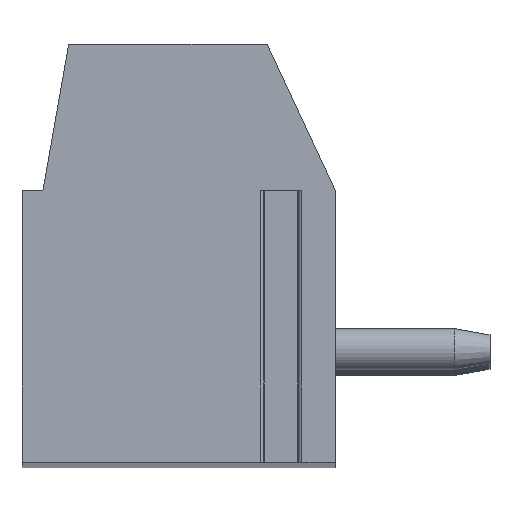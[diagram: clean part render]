
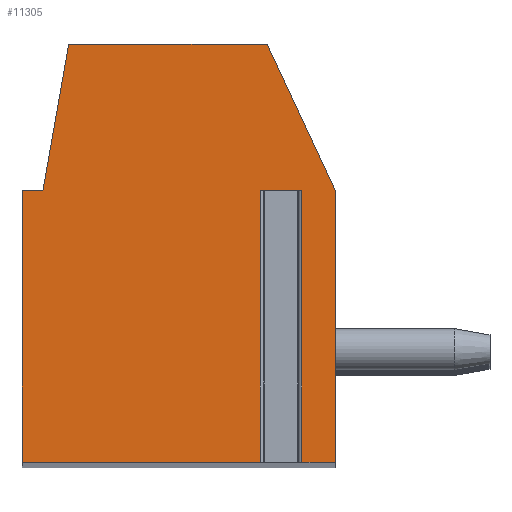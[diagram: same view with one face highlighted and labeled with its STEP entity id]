
A CAD part, top view. The second image highlights one B-rep face of the part: STEP entity #11305.
In plain terms, the highlighted planar face has unit normal (0, 0, 1).
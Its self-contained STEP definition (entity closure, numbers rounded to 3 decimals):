
#161=DIRECTION('',(-1.,0.,0.));
#162=VECTOR('',#161,0.996);
#163=CARTESIAN_POINT('',(2.948,1.5,72.5));
#164=LINE('',#163,#162);
#165=DIRECTION('',(0.,-1.,0.));
#166=VECTOR('',#165,6.5);
#167=CARTESIAN_POINT('',(1.952,1.5,72.5));
#168=LINE('',#167,#166);
#169=DIRECTION('',(1.,0.,0.));
#170=VECTOR('',#169,5.702);
#171=CARTESIAN_POINT('',(-3.75,-5.,72.5));
#172=LINE('',#171,#170);
#173=DIRECTION('',(0.,-1.,0.));
#174=VECTOR('',#173,6.5);
#175=CARTESIAN_POINT('',(-3.75,1.5,72.5));
#176=LINE('',#175,#174);
#177=DIRECTION('',(-1.,0.,0.));
#178=VECTOR('',#177,0.5);
#179=CARTESIAN_POINT('',(-3.25,1.5,72.5));
#180=LINE('',#179,#178);
#181=DIRECTION('',(-0.174,-0.985,0.));
#182=VECTOR('',#181,3.554);
#183=CARTESIAN_POINT('',(-2.633,5.,72.5));
#184=LINE('',#183,#182);
#185=DIRECTION('',(-1.,0.,0.));
#186=VECTOR('',#185,4.751);
#187=CARTESIAN_POINT('',(2.118,5.,72.5));
#188=LINE('',#187,#186);
#189=DIRECTION('',(-0.423,0.906,0.));
#190=VECTOR('',#189,3.862);
#191=CARTESIAN_POINT('',(3.75,1.5,72.5));
#192=LINE('',#191,#190);
#193=DIRECTION('',(0.,1.,0.));
#194=VECTOR('',#193,6.5);
#195=CARTESIAN_POINT('',(3.75,-5.,72.5));
#196=LINE('',#195,#194);
#197=DIRECTION('',(1.,0.,0.));
#198=VECTOR('',#197,0.802);
#199=CARTESIAN_POINT('',(2.948,-5.,72.5));
#200=LINE('',#199,#198);
#201=DIRECTION('',(0.,-1.,0.));
#202=VECTOR('',#201,6.5);
#203=CARTESIAN_POINT('',(2.948,1.5,72.5));
#204=LINE('',#203,#202);
#8779=CARTESIAN_POINT('',(3.75,-5.,72.5));
#8780=CARTESIAN_POINT('',(3.75,1.5,72.5));
#8781=VERTEX_POINT('',#8779);
#8782=VERTEX_POINT('',#8780);
#8783=CARTESIAN_POINT('',(2.118,5.,72.5));
#8784=VERTEX_POINT('',#8783);
#8785=CARTESIAN_POINT('',(-2.633,5.,72.5));
#8786=VERTEX_POINT('',#8785);
#8787=CARTESIAN_POINT('',(-3.25,1.5,72.5));
#8788=VERTEX_POINT('',#8787);
#8789=CARTESIAN_POINT('',(-3.75,1.5,72.5));
#8790=VERTEX_POINT('',#8789);
#8791=CARTESIAN_POINT('',(-3.75,-5.,72.5));
#8792=VERTEX_POINT('',#8791);
#8837=CARTESIAN_POINT('',(2.948,1.5,72.5));
#8838=CARTESIAN_POINT('',(1.952,1.5,72.5));
#8839=VERTEX_POINT('',#8837);
#8840=VERTEX_POINT('',#8838);
#8841=CARTESIAN_POINT('',(2.948,-5.,72.5));
#8842=VERTEX_POINT('',#8841);
#8843=CARTESIAN_POINT('',(1.952,-5.,72.5));
#8844=VERTEX_POINT('',#8843);
#11279=CARTESIAN_POINT('',(0.,0.,72.5));
#11280=DIRECTION('',(0.,0.,1.));
#11281=DIRECTION('',(1.,0.,0.));
#11282=AXIS2_PLACEMENT_3D('',#11279,#11280,#11281);
#11283=PLANE('',#11282);
#11285=ORIENTED_EDGE('',*,*,#11284,.T.);
#11287=ORIENTED_EDGE('',*,*,#11286,.T.);
#11288=ORIENTED_EDGE('',*,*,#11247,.F.);
#11290=ORIENTED_EDGE('',*,*,#11289,.F.);
#11292=ORIENTED_EDGE('',*,*,#11291,.F.);
#11294=ORIENTED_EDGE('',*,*,#11293,.F.);
#11296=ORIENTED_EDGE('',*,*,#11295,.F.);
#11298=ORIENTED_EDGE('',*,*,#11297,.F.);
#11300=ORIENTED_EDGE('',*,*,#11299,.F.);
#11301=ORIENTED_EDGE('',*,*,#11226,.F.);
#11302=ORIENTED_EDGE('',*,*,#11269,.F.);
#11303=EDGE_LOOP('',(#11285,#11287,#11288,#11290,#11292,#11294,#11296,#11298,
#11300,#11301,#11302));
#11304=FACE_OUTER_BOUND('',#11303,.F.);
#11226=EDGE_CURVE('',#8842,#8781,#200,.T.);
#11247=EDGE_CURVE('',#8792,#8844,#172,.T.);
#11269=EDGE_CURVE('',#8839,#8842,#204,.T.);
#11284=EDGE_CURVE('',#8839,#8840,#164,.T.);
#11286=EDGE_CURVE('',#8840,#8844,#168,.T.);
#11289=EDGE_CURVE('',#8790,#8792,#176,.T.);
#11291=EDGE_CURVE('',#8788,#8790,#180,.T.);
#11293=EDGE_CURVE('',#8786,#8788,#184,.T.);
#11295=EDGE_CURVE('',#8784,#8786,#188,.T.);
#11297=EDGE_CURVE('',#8782,#8784,#192,.T.);
#11299=EDGE_CURVE('',#8781,#8782,#196,.T.);
#11305=ADVANCED_FACE('',(#11304),#11283,.T.);
